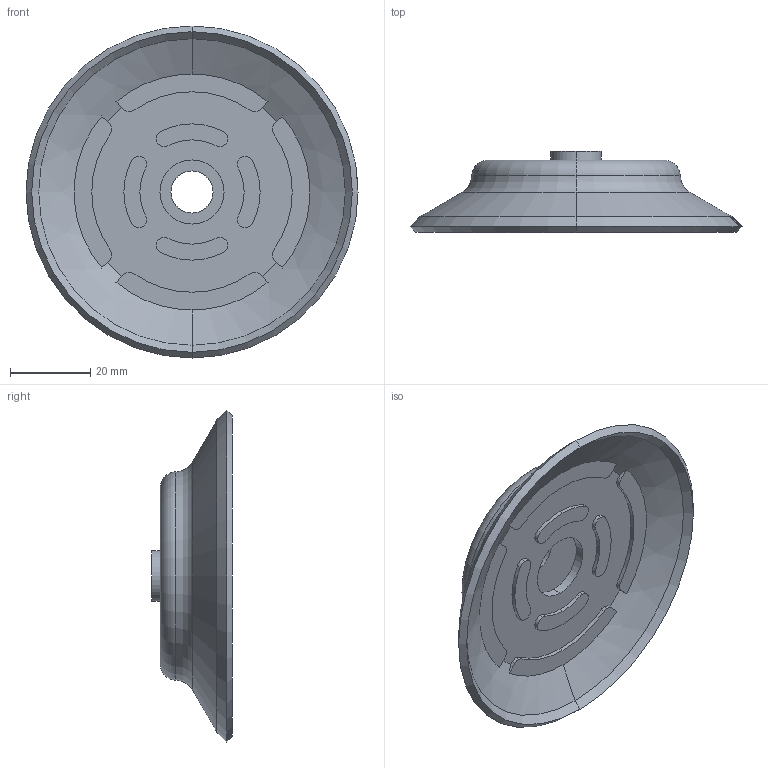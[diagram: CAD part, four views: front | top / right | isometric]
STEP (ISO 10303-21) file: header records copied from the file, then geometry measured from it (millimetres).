
FILE_DESCRIPTION(('STEP AP214'),'1');
FILE_NAME('COVAL_VPG80SSTN.stp','2017-12-27T16:20:52',('TraceParts'),('TraceParts S.A.'),'Spatial InterOp 3D',' ',' ');
FILE_SCHEMA(('automotive_design'));
Length unit declared in the file: millimetre
Products named in the file (1): COVAL_VPG80SSTN
Bounding box: 82.83 x 20.2 x 82.83 mm (x, y, z)
Volume: 23077.7 mm3; surface area: 16848.3 mm2
Topology: 1 solids, 1 shells, 139 faces, 357 edges, 234 vertices
Faces by surface type: cylinder 54, bspline 43, plane 21, cone 17, torus 4
Entity records: 10066 total; most frequent: CARTESIAN_POINT 5817, ORIENTED_EDGE 714, DIRECTION 550, EDGE_CURVE 357, VERTEX_POINT 234, AXIS2_PLACEMENT_3D 233, EDGE_LOOP 155, STYLED_ITEM 139
